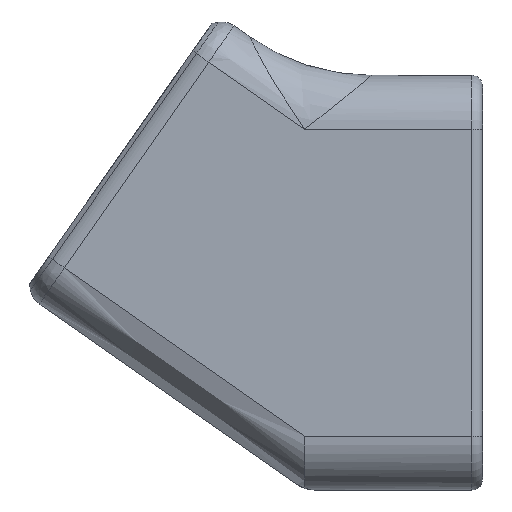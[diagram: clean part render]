
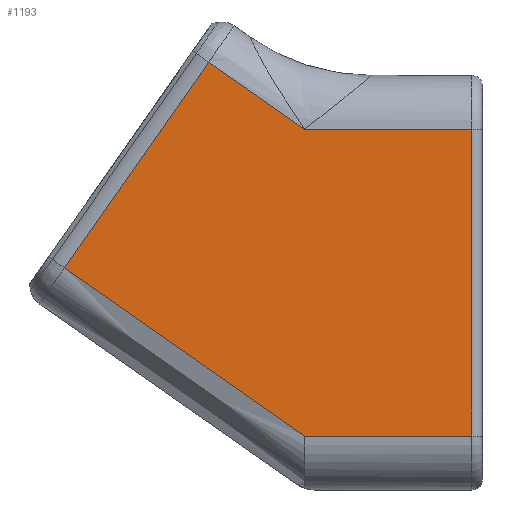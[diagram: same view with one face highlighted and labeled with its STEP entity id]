
A CAD part, left-side view. The second image highlights one B-rep face of the part: STEP entity #1193.
In plain terms, the highlighted planar face has unit normal (-1, 0, 0).
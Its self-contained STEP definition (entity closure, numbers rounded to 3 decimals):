
#37=PLANE('',#1321);
#176=FACE_OUTER_BOUND('',#254,.T.);
#254=EDGE_LOOP('',(#982,#983,#984,#985,#986,#987));
#293=LINE('',#2084,#364);
#305=LINE('',#2302,#376);
#320=LINE('',#2475,#391);
#330=LINE('',#2537,#401);
#331=LINE('',#2544,#402);
#332=LINE('',#2545,#403);
#364=VECTOR('',#1413,10.);
#376=VECTOR('',#1439,10.);
#391=VECTOR('',#1508,10.);
#401=VECTOR('',#1568,10.);
#402=VECTOR('',#1571,10.);
#403=VECTOR('',#1572,10.);
#517=VERTEX_POINT('',#2065);
#519=VERTEX_POINT('',#2083);
#532=VERTEX_POINT('',#2300);
#550=VERTEX_POINT('',#2472);
#551=VERTEX_POINT('',#2474);
#565=VERTEX_POINT('',#2543);
#633=EDGE_CURVE('',#517,#519,#293,.T.);
#656=EDGE_CURVE('',#532,#517,#305,.T.);
#691=EDGE_CURVE('',#550,#551,#320,.T.);
#717=EDGE_CURVE('',#551,#532,#330,.T.);
#719=EDGE_CURVE('',#550,#565,#331,.T.);
#720=EDGE_CURVE('',#565,#519,#332,.T.);
#982=ORIENTED_EDGE('',*,*,#633,.F.);
#983=ORIENTED_EDGE('',*,*,#656,.F.);
#984=ORIENTED_EDGE('',*,*,#717,.F.);
#985=ORIENTED_EDGE('',*,*,#691,.F.);
#986=ORIENTED_EDGE('',*,*,#719,.T.);
#987=ORIENTED_EDGE('',*,*,#720,.T.);
#1193=ADVANCED_FACE('',(#176),#37,.T.);
#1321=AXIS2_PLACEMENT_3D('',#2542,#1569,#1570);
#1413=DIRECTION('',(0.,-0.574,0.819));
#1439=DIRECTION('',(0.,0.819,0.574));
#1508=DIRECTION('',(0.,0.,-1.));
#1568=DIRECTION('',(0.,1.,0.));
#1569=DIRECTION('center_axis',(-1.,0.,0.));
#1570=DIRECTION('ref_axis',(0.,0.,1.));
#1571=DIRECTION('',(0.,1.,0.));
#1572=DIRECTION('',(0.,0.819,0.574));
#2065=CARTESIAN_POINT('',(-68.7,78.531,2.811));
#2083=CARTESIAN_POINT('',(-68.7,51.28,41.73));
#2084=CARTESIAN_POINT('',(-68.7,66.834,19.516));
#2300=CARTESIAN_POINT('',(-68.7,33.1,-29.));
#2302=CARTESIAN_POINT('',(-68.7,33.1,-29.));
#2472=CARTESIAN_POINT('',(-68.7,1.5,29.));
#2474=CARTESIAN_POINT('',(-68.7,1.5,-29.));
#2475=CARTESIAN_POINT('',(-68.7,1.5,-14.5));
#2537=CARTESIAN_POINT('',(-68.7,-0.5,-29.));
#2542=CARTESIAN_POINT('Origin',(-68.7,-0.5,-29.));
#2543=CARTESIAN_POINT('',(-68.7,33.1,29.));
#2544=CARTESIAN_POINT('',(-68.7,-0.5,29.));
#2545=CARTESIAN_POINT('',(-68.7,33.1,29.));
